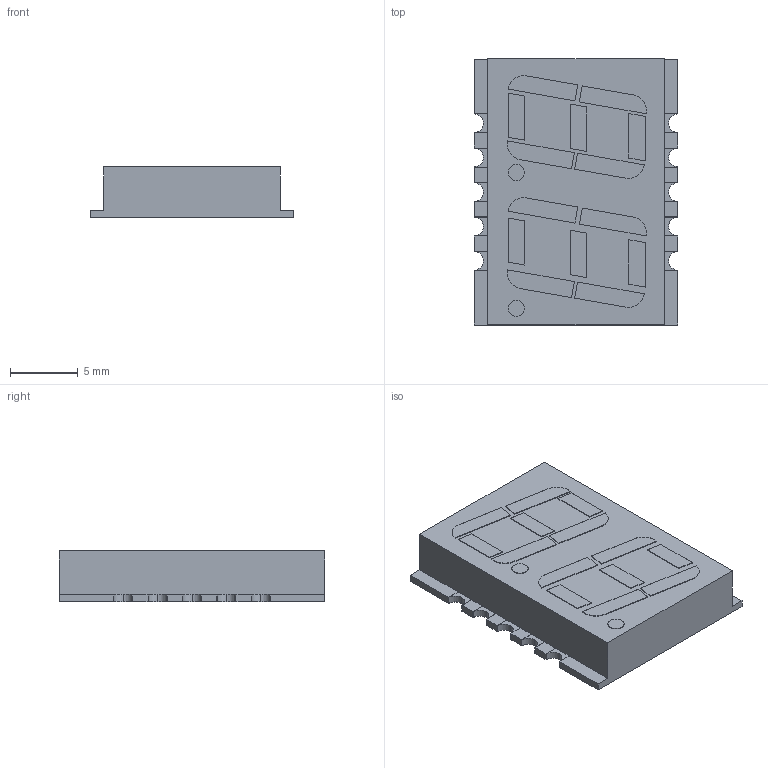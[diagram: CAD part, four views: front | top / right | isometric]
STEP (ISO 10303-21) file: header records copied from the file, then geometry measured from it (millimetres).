
FILE_DESCRIPTION(('FreeCAD Model'),'2;1');
FILE_NAME('Fusion010_sp.step','2017-07-10T19:34:34',('kicad StepUp'),('ksu MCAD'), 'Open CASCADE STEP processor 7.1','FreeCAD','Unknown');
FILE_SCHEMA(('AUTOMOTIVE_DESIGN { 1 0 10303 214 1 1 1 1 }'));
Length unit declared in the file: millimetre
Products named in the file (1): Fusion010_sp
Bounding box: 15 x 19.6 x 3.8 mm (x, y, z)
Volume: 976.4 mm3; surface area: 832.4 mm2
Topology: 1 solids, 1 shells, 212 faces, 552 edges, 358 vertices
Faces by surface type: plane 182, cylinder 30
Full cylindrical faces by diameter (mm): 1.2 x2
Entity records: 7894 total; most frequent: CARTESIAN_POINT 1123, ORIENTED_EDGE 1104, DIRECTION 1058, EDGE_CURVE 552, LINE 472, VECTOR 472, VERTEX_POINT 358, AXIS2_PLACEMENT_3D 293
